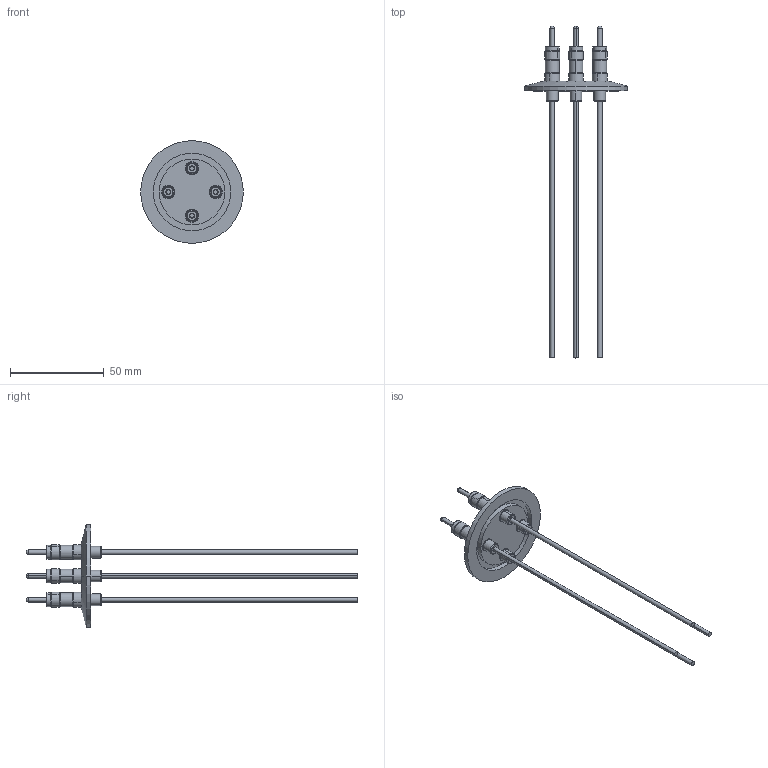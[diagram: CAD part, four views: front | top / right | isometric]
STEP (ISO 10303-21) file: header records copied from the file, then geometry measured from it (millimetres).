
FILE_DESCRIPTION (( 'STEP AP203' ), '1' );
FILE_NAME ('A5972-1-QF.STEP', '2013-06-17T11:53:29', ( '' ), ( '' ), 'SwSTEP 2.0', 'SolidWorks 2012', '' );
FILE_SCHEMA (( 'CONFIG_CONTROL_DESIGN' ));
Length unit declared in the file: inch
Products named in the file (1): A5972-1-QF
Bounding box: 54.86 x 177.29 x 54.86 mm (x, y, z)
Volume: 15320.1 mm3; surface area: 15575.4 mm2
Topology: 1 solids, 1 shells, 252 faces, 518 edges, 310 vertices
Faces by surface type: cylinder 126, cone 50, plane 44, torus 32
Entity records: 6775 total; most frequent: DIRECTION 1366, CARTESIAN_POINT 1081, ORIENTED_EDGE 1036, AXIS2_PLACEMENT_3D 595, EDGE_CURVE 518, CIRCLE 342, VERTEX_POINT 310, EDGE_LOOP 294
